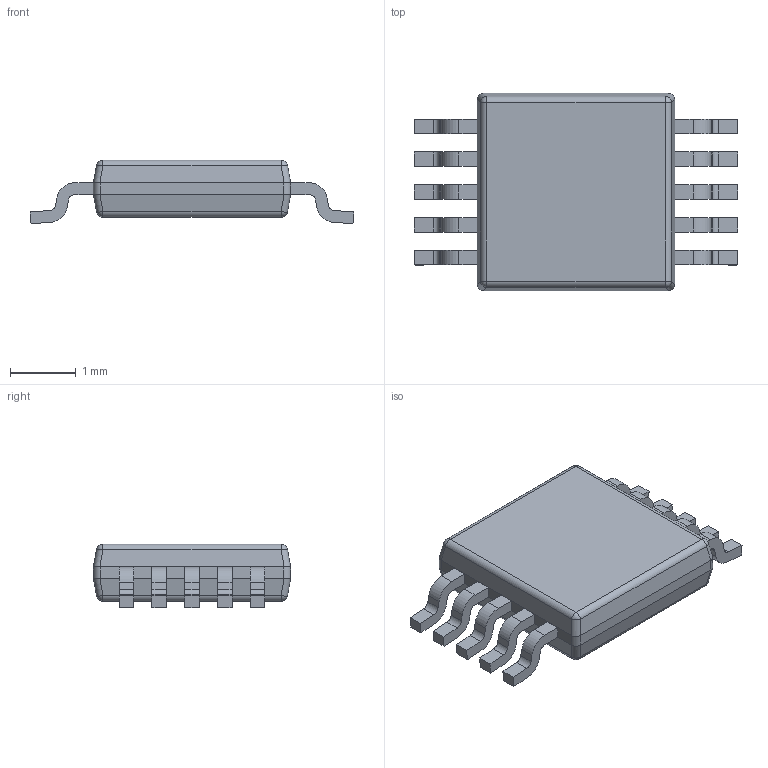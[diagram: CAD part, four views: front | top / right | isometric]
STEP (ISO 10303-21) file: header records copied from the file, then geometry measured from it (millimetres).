
FILE_DESCRIPTION((''),'2;1');
FILE_NAME('DGQ0010A_ASM','2020-05-19T09:36:17',('a0412086'),(''),'CREO PARAMETRIC BY PTC INC, 2019292','CREO PARAMETRIC BY PTC INC, 2019292','');
FILE_SCHEMA(('AUTOMOTIVE_DESIGN { 1 0 10303 214 1 1 1 1 }'));
Length unit declared in the file: millimetre
Products named in the file (4): BODY-SO; LEAD-SO; THERMALPAD-SO; DGQ0010A_ASM
Assembly tree (12 placements, depth 2):
  DGQ0010A_ASM
    BODY-SO
    LEAD-SO  x10
    THERMALPAD-SO
Bounding box: 4.93 x 3 x 0.96 mm (x, y, z)
Volume: 8 mm3; surface area: 45.7 mm2
Topology: 12 solids, 12 shells, 217 faces, 536 edges, 344 vertices
Faces by surface type: plane 149, cylinder 60, sphere 8
Entity records: 3871 total; most frequent: CARTESIAN_POINT 882, DIRECTION 426, ORIENTED_EDGE 424, PRESENTATION_STYLE_ASSIGNMENT 215, STYLED_ITEM 215, CURVE_STYLE 212, EDGE_CURVE 212, VECTOR 148
